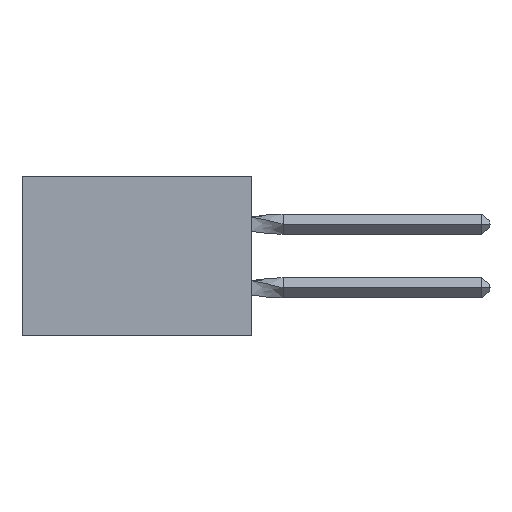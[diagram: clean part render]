
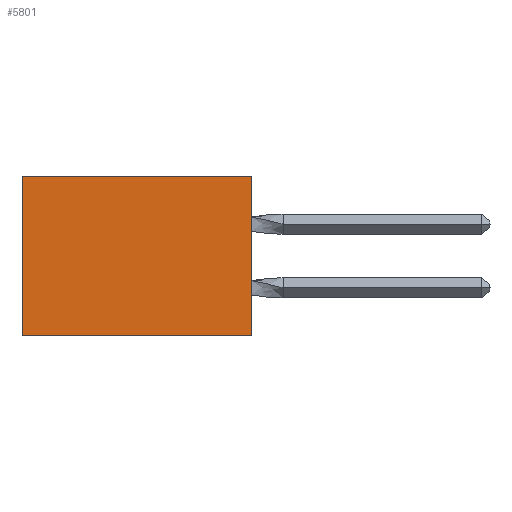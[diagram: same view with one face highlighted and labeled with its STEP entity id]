
A CAD part, left-side view. The second image highlights one B-rep face of the part: STEP entity #5801.
In plain terms, the highlighted planar face has unit normal (-1, 0, 0).
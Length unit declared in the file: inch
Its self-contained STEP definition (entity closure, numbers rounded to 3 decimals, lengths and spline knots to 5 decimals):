
#491 = VECTOR ( 'NONE', #9643, 39.37008 ) ;
#1865 = CARTESIAN_POINT ( 'NONE',  ( 0.305, 0., -0.5 ) ) ;
#2252 = ORIENTED_EDGE ( 'NONE', *, *, #24512, .T. ) ;
#2799 = CARTESIAN_POINT ( 'NONE',  ( 0.305, 0.72, -0.5 ) ) ;
#3577 = EDGE_CURVE ( 'NONE', #20580, #3810, #5521, .T. ) ;
#3810 = VERTEX_POINT ( 'NONE', #17741 ) ;
#4208 = CARTESIAN_POINT ( 'NONE',  ( 0.305, 0., -0.5 ) ) ;
#5521 = LINE ( 'NONE', #2799, #22389 ) ;
#5674 = CARTESIAN_POINT ( 'NONE',  ( 0.305, 0., 0. ) ) ;
#5801 = ADVANCED_FACE ( 'NONE', ( #6528 ), #14385, .F. ) ;
#5872 = LINE ( 'NONE', #5674, #491 ) ;
#6528 = FACE_OUTER_BOUND ( 'NONE', #17459, .T. ) ;
#7130 = DIRECTION ( 'NONE',  ( 0., 1., 0. ) ) ;
#8694 = CARTESIAN_POINT ( 'NONE',  ( 0.305, 0., -0.5 ) ) ;
#9103 = ORIENTED_EDGE ( 'NONE', *, *, #15703, .F. ) ;
#9555 = VECTOR ( 'NONE', #20998, 39.37008 ) ;
#9643 = DIRECTION ( 'NONE',  ( 0., 1., 0. ) ) ;
#10017 = DIRECTION ( 'NONE',  ( 0., 0., -1. ) ) ;
#10114 = ORIENTED_EDGE ( 'NONE', *, *, #3577, .T. ) ;
#11597 = VERTEX_POINT ( 'NONE', #21043 ) ;
#12516 = VERTEX_POINT ( 'NONE', #1865 ) ;
#13123 = DIRECTION ( 'NONE',  ( 0., 0., -1. ) ) ;
#13392 = ORIENTED_EDGE ( 'NONE', *, *, #21581, .F. ) ;
#14362 = AXIS2_PLACEMENT_3D ( 'NONE', #4208, #20444, #10017 ) ;
#14385 = PLANE ( 'NONE',  #14362 ) ;
#15703 = EDGE_CURVE ( 'NONE', #12516, #3810, #21987, .T. ) ;
#16857 = VECTOR ( 'NONE', #7130, 39.37008 ) ;
#17459 = EDGE_LOOP ( 'NONE', ( #10114, #9103, #13392, #2252 ) ) ;
#17741 = CARTESIAN_POINT ( 'NONE',  ( 0.305, 0.72, -0.5 ) ) ;
#18871 = CARTESIAN_POINT ( 'NONE',  ( 0.305, 0.72, 0. ) ) ;
#20444 = DIRECTION ( 'NONE',  ( 1., 0., 0. ) ) ;
#20580 = VERTEX_POINT ( 'NONE', #18871 ) ;
#20998 = DIRECTION ( 'NONE',  ( 0., 0., -1. ) ) ;
#21043 = CARTESIAN_POINT ( 'NONE',  ( 0.305, 0., 0. ) ) ;
#21581 = EDGE_CURVE ( 'NONE', #11597, #12516, #22333, .T. ) ;
#21987 = LINE ( 'NONE', #25356, #16857 ) ;
#22333 = LINE ( 'NONE', #8694, #9555 ) ;
#22389 = VECTOR ( 'NONE', #13123, 39.37008 ) ;
#24512 = EDGE_CURVE ( 'NONE', #11597, #20580, #5872, .T. ) ;
#25356 = CARTESIAN_POINT ( 'NONE',  ( 0.305, 0., -0.5 ) ) ;
